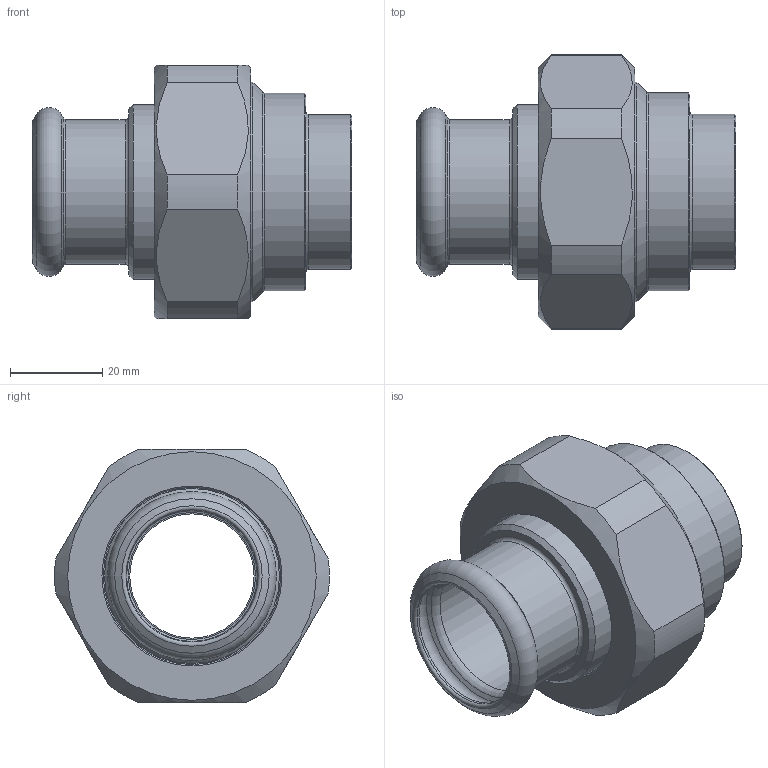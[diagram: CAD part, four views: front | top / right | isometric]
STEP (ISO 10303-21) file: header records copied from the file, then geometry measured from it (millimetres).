
FILE_DESCRIPTION(/* description */ (''),/* implementation_level */ '2;1');
FILE_NAME(/* name */ '3D_R666-PME-SG-28-DN40-33.7_1711305146.stp',/* time_stamp */ '2021-07-19T14:27:34+02:00',/* author */ ('cad'),/* organization */ (''),/* preprocessor_version */ 'ST-DEVELOPER v18.1',/* originating_system */ 'Autodesk Inventor 2022',/* authorisation */ '');
FILE_SCHEMA (('AUTOMOTIVE_DESIGN { 1 0 10303 214 3 1 1 }'));
Length unit declared in the file: millimetre
Products named in the file (4): 3D_R666-PME-SG-28-DN40-33.7_1711305146; 3D_R666-M-DN40_17113950; 3D_R666-SG-33.7-DN40_17113760; 3D_R666-PME-28-DN40_171134940
Assembly tree (3 placements, depth 2):
  3D_R666-PME-SG-28-DN40-33.7_1711305146
    3D_R666-M-DN40_17113950
    3D_R666-SG-33.7-DN40_17113760
    3D_R666-PME-28-DN40_171134940
Bounding box: 69.5 x 59.67 x 55 mm (x, y, z)
Volume: 57257.3 mm3; surface area: 27043.6 mm2
Topology: 3 solids, 3 shells, 63 faces, 141 edges, 88 vertices
Faces by surface type: cone 19, cylinder 18, plane 16, torus 10
Full cylindrical faces by diameter (mm): 27 x1, 28.4 x1, 28.7 x1, 29.7 x1, 31.4 x1, 33.7 x1, 38 x1, 38.5 x1, 43 x1, 44 x1, 44.845 x1, 47.7 x1
Entity records: 1929 total; most frequent: DIRECTION 355, CARTESIAN_POINT 323, ORIENTED_EDGE 282, AXIS2_PLACEMENT_3D 156, EDGE_CURVE 141, VERTEX_POINT 88, CIRCLE 86, EDGE_LOOP 73
